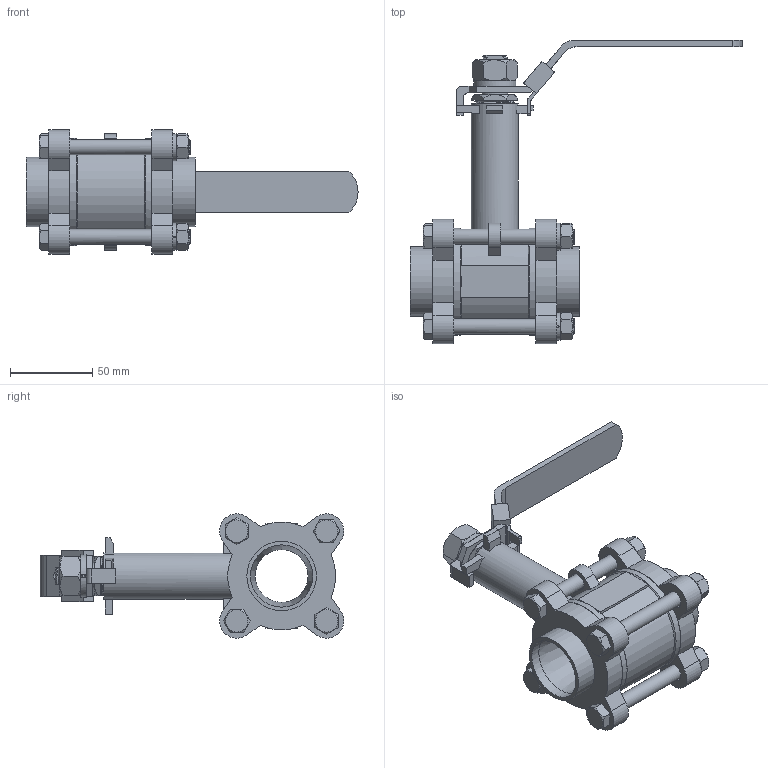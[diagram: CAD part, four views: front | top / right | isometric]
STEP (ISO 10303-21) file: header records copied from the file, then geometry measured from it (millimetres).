
FILE_DESCRIPTION(/* description */ ('Unknown'),/* implementation_level */ '2;1');
FILE_NAME(/* name */ 'R641-S-P-DN32',/* time_stamp */ '2021-08-12T16:54:33+08:00',/* author */ ('Unknown'),/* organization */ ('Unknown'),/* preprocessor_version */ 'ST-DEVELOPER v16.7',/* originating_system */ 'DEX',/* authorisation */ $);
FILE_SCHEMA (('AUTOMOTIVE_DESIGN {1 0 10303 214 3 1 1}'));
Products named in the file (1): R641-S-P-DN32
Bounding box: 201.4 x 184.22 x 75.45 mm (x, y, z)
Volume: 329116.4 mm3; surface area: 85747.8 mm2
Topology: 1 solids, 1 shells, 490 faces, 1702 edges, 1229 vertices
Faces by surface type: plane 227, cylinder 138, bspline 67, cone 58
Full cylindrical faces by diameter (mm): 2 x1, 8 x1, 9.25 x24, 11 x10, 15.701 x1, 15.8 x1, 16.4 x1, 28.5 x1, 32 x1, 37.8 x2, 42.2 x2, 65 x2
Entity records: 38977 total; most frequent: CARTESIAN_POINT 26680, ORIENTED_EDGE 3216, DIRECTION 1889, EDGE_CURVE 1608, VERTEX_POINT 1201, AXIS2_PLACEMENT_3D 699, FACE_BOUND 561, EDGE_LOOP 560
